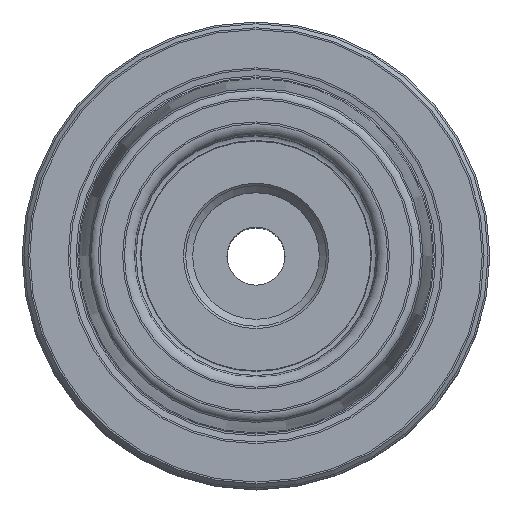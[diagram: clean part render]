
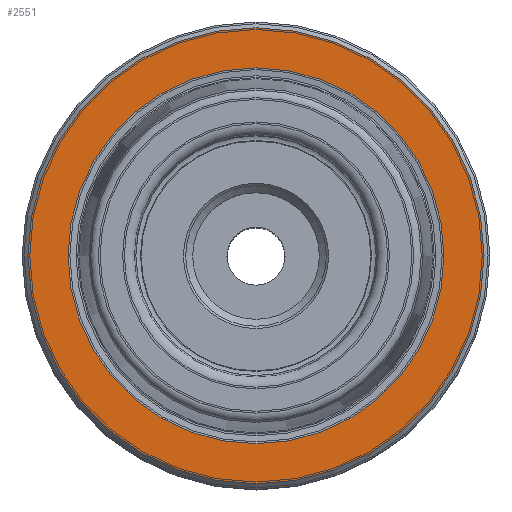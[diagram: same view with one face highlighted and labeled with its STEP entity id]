
A CAD part, top view. The second image highlights one B-rep face of the part: STEP entity #2551.
In plain terms, the highlighted planar face has unit normal (0, 0, 1).
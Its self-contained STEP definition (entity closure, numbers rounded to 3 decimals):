
#300=ORIENTED_EDGE('',*,*,#512,.T.);
#301=ORIENTED_EDGE('',*,*,#511,.F.);
#511=EDGE_CURVE('',#655,#655,#799,.T.);
#512=EDGE_CURVE('',#656,#656,#800,.T.);
#655=VERTEX_POINT('',#3736);
#656=VERTEX_POINT('',#3739);
#799=CIRCLE('',#2785,16.195);
#800=CIRCLE('',#2787,19.65);
#1020=EDGE_LOOP('',(#300));
#1021=EDGE_LOOP('',(#301));
#1308=FACE_BOUND('',#1020,.T.);
#1309=FACE_BOUND('',#1021,.T.);
#1450=PLANE('',#2786);
#2551=ADVANCED_FACE('',(#1308,#1309),#1450,.T.);
#2785=AXIS2_PLACEMENT_3D('',#3735,#3238,#3239);
#2786=AXIS2_PLACEMENT_3D('',#3737,#3240,#3241);
#2787=AXIS2_PLACEMENT_3D('',#3738,#3242,#3243);
#3238=DIRECTION('',(0.,0.,1.));
#3239=DIRECTION('',(1.,0.,0.));
#3240=DIRECTION('',(0.,0.,1.));
#3241=DIRECTION('',(1.,0.,0.));
#3242=DIRECTION('',(0.,0.,1.));
#3243=DIRECTION('',(1.,0.,0.));
#3735=CARTESIAN_POINT('',(0.,0.,0.2));
#3736=CARTESIAN_POINT('',(16.195,0.,0.2));
#3737=CARTESIAN_POINT('',(16.195,0.,0.2));
#3738=CARTESIAN_POINT('',(0.,0.,0.2));
#3739=CARTESIAN_POINT('',(19.65,0.,0.2));
